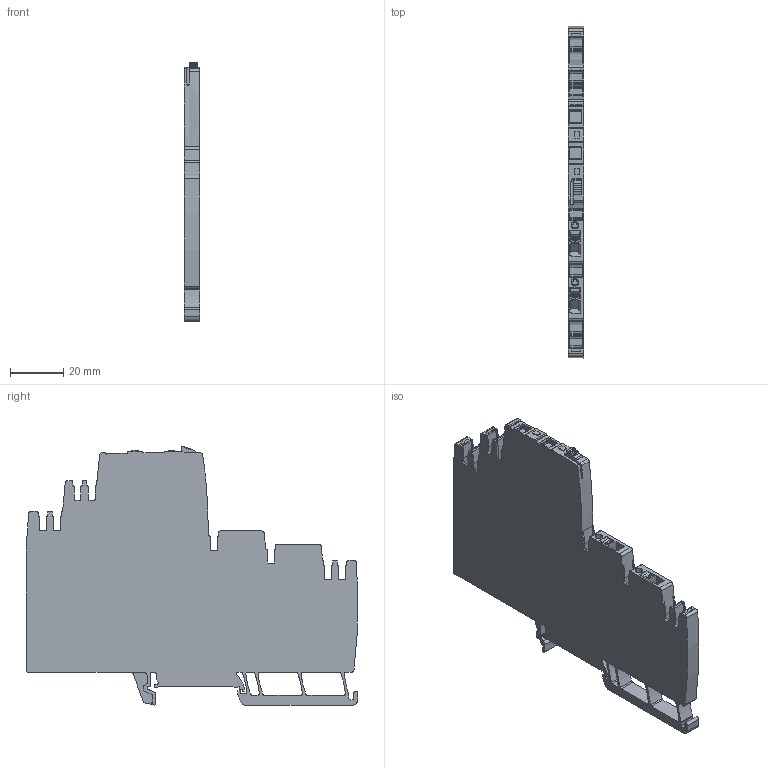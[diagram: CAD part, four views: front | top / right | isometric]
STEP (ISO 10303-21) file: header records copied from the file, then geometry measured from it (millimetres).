
FILE_DESCRIPTION(('CATIA V5 STEP Exchange','CAx-IF Rec.Pracs.--- Model Styling and Organization---1.4--- 2014-01-23'),'2;1');
FILE_NAME ('D1379808_1', '2019-06-12T12:54:40+00:00', ('none'), ('Weidmueller'), 'CATIA Version 5-6 Release 2016 SP3 HF44', 'CATIA V5 STEP AP214', 'none');
FILE_SCHEMA(('AUTOMOTIVE_DESIGN { 1 0 10303 214 1 1 1 1 }'));
Length unit declared in the file: millimetre
Products named in the file (1): 2624980000
Bounding box: 6 x 125.07 x 97.53 mm (x, y, z)
Volume: 46709.3 mm3; surface area: 23960.1 mm2
Topology: 8 solids, 8 shells, 1024 faces, 3038 edges, 2053 vertices
Faces by surface type: plane 547, cylinder 452, extrusion 23, bspline 2
Entity records: 35169 total; most frequent: CARTESIAN_POINT 7503, ORIENTED_EDGE 6076, DIRECTION 4589, EDGE_CURVE 3038, VERTEX_POINT 2053, VECTOR 1991, LINE 1968, AXIS2_PLACEMENT_3D 1755
